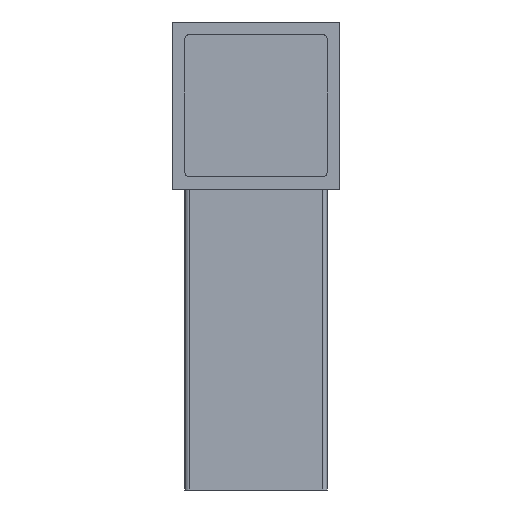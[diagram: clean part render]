
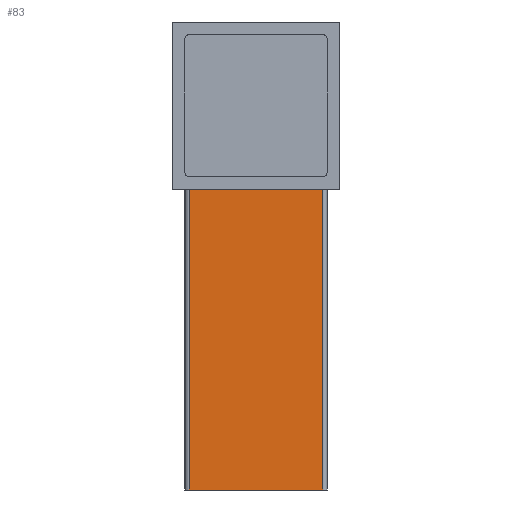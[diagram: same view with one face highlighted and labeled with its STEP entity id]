
A CAD part, front view. The second image highlights one B-rep face of the part: STEP entity #83.
In plain terms, the highlighted planar face has unit normal (0, -1, 0).
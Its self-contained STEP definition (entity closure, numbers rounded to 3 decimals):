
#83 = ADVANCED_FACE( '', ( #176 ), #177, .T. );
#176 = FACE_OUTER_BOUND( '', #273, .T. );
#177 = PLANE( '', #274 );
#273 = EDGE_LOOP( '', ( #460, #461, #462, #463 ) );
#274 = AXIS2_PLACEMENT_3D( '', #464, #465, #466 );
#460 = ORIENTED_EDGE( '', *, *, #644, .F. );
#461 = ORIENTED_EDGE( '', *, *, #653, .F. );
#462 = ORIENTED_EDGE( '', *, *, #605, .T. );
#463 = ORIENTED_EDGE( '', *, *, #654, .T. );
#464 = CARTESIAN_POINT( '', ( -8., -8.5, -46. ) );
#465 = DIRECTION( '', ( 0., -1., 0. ) );
#466 = DIRECTION( '', ( 0., 0., -1. ) );
#605 = EDGE_CURVE( '', #729, #727, #730, .T. );
#644 = EDGE_CURVE( '', #787, #789, #790, .T. );
#653 = EDGE_CURVE( '', #729, #787, #800, .T. );
#654 = EDGE_CURVE( '', #727, #789, #801, .T. );
#727 = VERTEX_POINT( '', #893 );
#729 = VERTEX_POINT( '', #895 );
#730 = LINE( '', #896, #897 );
#787 = VERTEX_POINT( '', #978 );
#789 = VERTEX_POINT( '', #980 );
#790 = LINE( '', #981, #982 );
#800 = LINE( '', #997, #998 );
#801 = LINE( '', #999, #1000 );
#893 = CARTESIAN_POINT( '', ( 8., -8.5, -46. ) );
#895 = CARTESIAN_POINT( '', ( -8., -8.5, -46. ) );
#896 = CARTESIAN_POINT( '', ( -8., -8.5, -46. ) );
#897 = VECTOR( '', #1068, 1000. );
#978 = CARTESIAN_POINT( '', ( -8., -8.5, -10. ) );
#980 = CARTESIAN_POINT( '', ( 8., -8.5, -10. ) );
#981 = CARTESIAN_POINT( '', ( -8., -8.5, -10. ) );
#982 = VECTOR( '', #1111, 1000. );
#997 = CARTESIAN_POINT( '', ( -8., -8.5, -46. ) );
#998 = VECTOR( '', #1120, 1000. );
#999 = CARTESIAN_POINT( '', ( 8., -8.5, -46. ) );
#1000 = VECTOR( '', #1121, 1000. );
#1068 = DIRECTION( '', ( 1., 0., 0. ) );
#1111 = DIRECTION( '', ( 1., 0., 0. ) );
#1120 = DIRECTION( '', ( 0., 0., 1. ) );
#1121 = DIRECTION( '', ( 0., 0., 1. ) );
